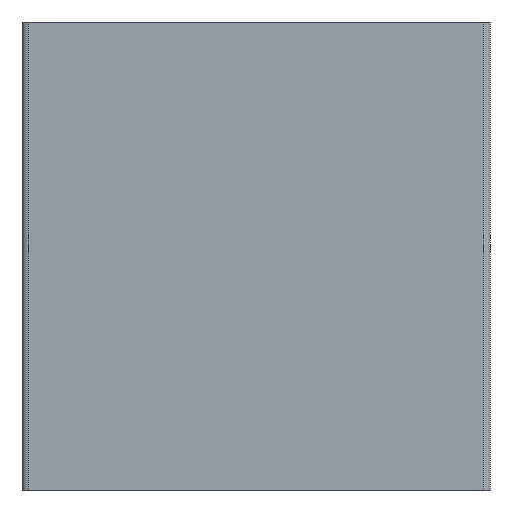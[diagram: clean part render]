
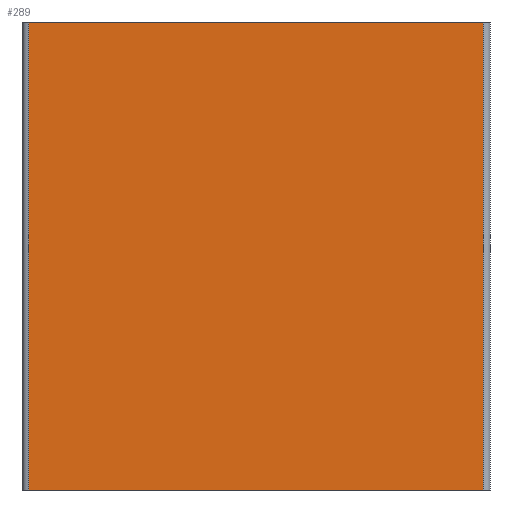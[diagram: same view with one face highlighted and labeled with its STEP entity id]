
A CAD part, front view. The second image highlights one B-rep face of the part: STEP entity #289.
In plain terms, the highlighted planar face has unit normal (0, -1, 0).
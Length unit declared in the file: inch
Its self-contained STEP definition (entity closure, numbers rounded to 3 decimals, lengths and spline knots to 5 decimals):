
#8 = VECTOR ( 'NONE', #759, 39.37008 ) ;
#64 = LINE ( 'NONE', #197, #751 ) ;
#76 = ORIENTED_EDGE ( 'NONE', *, *, #727, .T. ) ;
#78 = DIRECTION ( 'NONE',  ( 0., -1., 0. ) ) ;
#81 = EDGE_CURVE ( 'NONE', #702, #557, #337, .T. ) ;
#96 = CARTESIAN_POINT ( 'NONE',  ( -2.864, 0., -2.95 ) ) ;
#148 = ORIENTED_EDGE ( 'NONE', *, *, #302, .T. ) ;
#186 = LINE ( 'NONE', #615, #581 ) ;
#189 = PLANE ( 'NONE',  #685 ) ;
#197 = CARTESIAN_POINT ( 'NONE',  ( -2.95, 0., -2.95 ) ) ;
#210 = CARTESIAN_POINT ( 'NONE',  ( 2.864, 0., 2.95 ) ) ;
#235 = CARTESIAN_POINT ( 'NONE',  ( -2.864, 0., -2.95 ) ) ;
#280 = VERTEX_POINT ( 'NONE', #741 ) ;
#281 = LINE ( 'NONE', #656, #505 ) ;
#289 = ADVANCED_FACE ( 'NONE', ( #737 ), #189, .T. ) ;
#302 = EDGE_CURVE ( 'NONE', #557, #280, #64, .T. ) ;
#313 = DIRECTION ( 'NONE',  ( 0., 0., -1. ) ) ;
#323 = ORIENTED_EDGE ( 'NONE', *, *, #81, .T. ) ;
#337 = LINE ( 'NONE', #96, #8 ) ;
#369 = DIRECTION ( 'NONE',  ( 1., 0., 0. ) ) ;
#401 = DIRECTION ( 'NONE',  ( 0., 0., 1. ) ) ;
#430 = CARTESIAN_POINT ( 'NONE',  ( -2.95, 0., -2.95 ) ) ;
#505 = VECTOR ( 'NONE', #401, 39.37008 ) ;
#513 = VERTEX_POINT ( 'NONE', #210 ) ;
#557 = VERTEX_POINT ( 'NONE', #235 ) ;
#581 = VECTOR ( 'NONE', #674, 39.37008 ) ;
#598 = CARTESIAN_POINT ( 'NONE',  ( -2.864, 0., 2.95 ) ) ;
#615 = CARTESIAN_POINT ( 'NONE',  ( -2.95, 0., 2.95 ) ) ;
#621 = ORIENTED_EDGE ( 'NONE', *, *, #631, .T. ) ;
#631 = EDGE_CURVE ( 'NONE', #280, #513, #281, .T. ) ;
#656 = CARTESIAN_POINT ( 'NONE',  ( 2.864, 0., -2.95 ) ) ;
#674 = DIRECTION ( 'NONE',  ( -1., 0., 0. ) ) ;
#685 = AXIS2_PLACEMENT_3D ( 'NONE', #430, #78, #313 ) ;
#702 = VERTEX_POINT ( 'NONE', #598 ) ;
#727 = EDGE_CURVE ( 'NONE', #513, #702, #186, .T. ) ;
#737 = FACE_OUTER_BOUND ( 'NONE', #777, .T. ) ;
#741 = CARTESIAN_POINT ( 'NONE',  ( 2.864, 0., -2.95 ) ) ;
#751 = VECTOR ( 'NONE', #369, 39.37008 ) ;
#759 = DIRECTION ( 'NONE',  ( 0., 0., -1. ) ) ;
#777 = EDGE_LOOP ( 'NONE', ( #148, #621, #76, #323 ) ) ;
